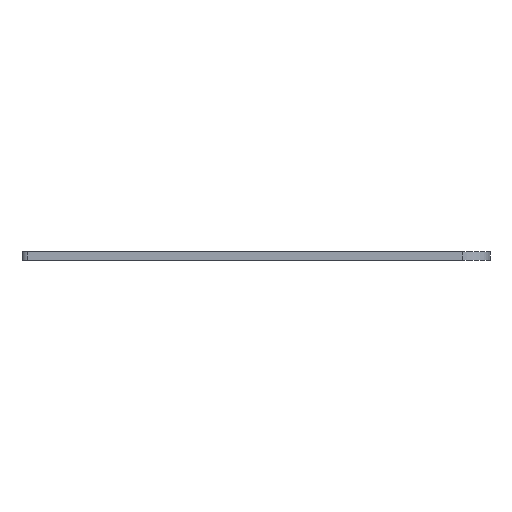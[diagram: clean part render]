
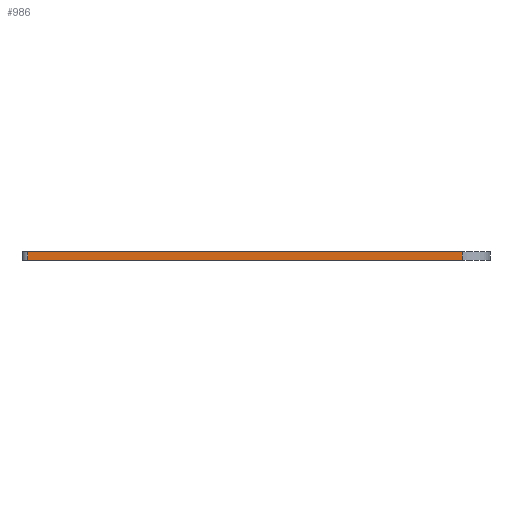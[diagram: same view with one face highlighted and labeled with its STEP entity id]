
A CAD part, left-side view. The second image highlights one B-rep face of the part: STEP entity #986.
In plain terms, the highlighted planar face has unit normal (-1, 0, 0).
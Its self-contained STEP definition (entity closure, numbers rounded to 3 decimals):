
#47=PLANE('',#1061);
#68=FACE_OUTER_BOUND('',#118,.T.);
#118=EDGE_LOOP('',(#671,#672,#673,#674));
#199=LINE('',#1480,#283);
#201=LINE('',#1486,#285);
#202=LINE('',#1488,#286);
#203=LINE('',#1489,#287);
#283=VECTOR('',#1174,10.);
#285=VECTOR('',#1180,10.);
#286=VECTOR('',#1181,10.);
#287=VECTOR('',#1182,10.);
#428=VERTEX_POINT('',#1477);
#429=VERTEX_POINT('',#1479);
#431=VERTEX_POINT('',#1485);
#432=VERTEX_POINT('',#1487);
#524=EDGE_CURVE('',#428,#429,#199,.T.);
#527=EDGE_CURVE('',#428,#431,#201,.T.);
#528=EDGE_CURVE('',#432,#431,#202,.T.);
#529=EDGE_CURVE('',#429,#432,#203,.T.);
#671=ORIENTED_EDGE('',*,*,#524,.F.);
#672=ORIENTED_EDGE('',*,*,#527,.T.);
#673=ORIENTED_EDGE('',*,*,#528,.F.);
#674=ORIENTED_EDGE('',*,*,#529,.F.);
#986=ADVANCED_FACE('',(#68),#47,.T.);
#1061=AXIS2_PLACEMENT_3D('',#1484,#1178,#1179);
#1174=DIRECTION('',(0.,0.,1.));
#1178=DIRECTION('center_axis',(-1.,0.,0.));
#1179=DIRECTION('ref_axis',(0.,-1.,0.));
#1180=DIRECTION('',(0.,-1.,0.));
#1181=DIRECTION('',(0.,0.,-1.));
#1182=DIRECTION('',(0.,-1.,0.));
#1477=CARTESIAN_POINT('',(0.,168.,0.));
#1479=CARTESIAN_POINT('',(0.,168.,3.));
#1480=CARTESIAN_POINT('',(0.,168.,1.5));
#1484=CARTESIAN_POINT('Origin',(0.,175.,0.));
#1485=CARTESIAN_POINT('',(0.,10.,0.));
#1486=CARTESIAN_POINT('',(0.,175.,0.));
#1487=CARTESIAN_POINT('',(0.,10.,3.));
#1488=CARTESIAN_POINT('',(0.,10.,0.));
#1489=CARTESIAN_POINT('',(0.,175.,3.));
